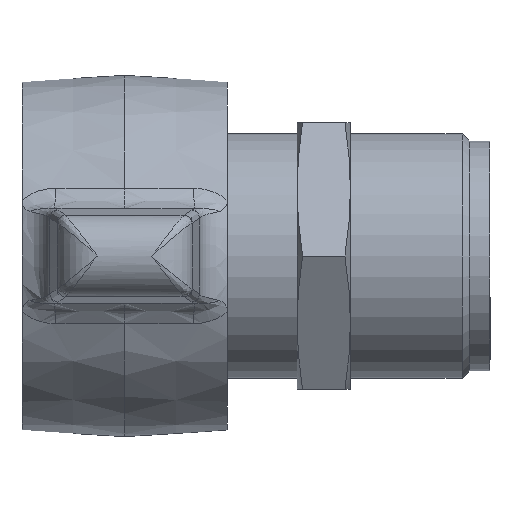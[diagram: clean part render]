
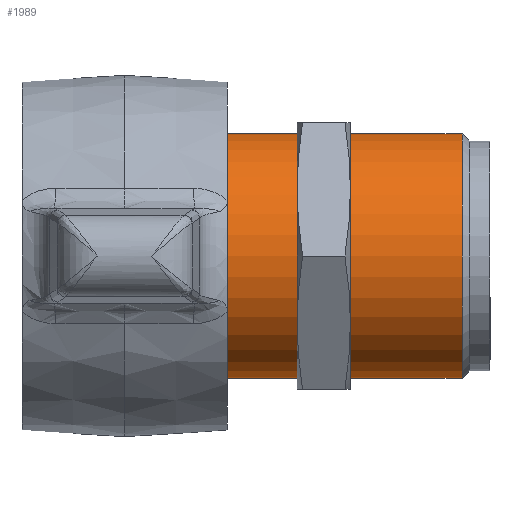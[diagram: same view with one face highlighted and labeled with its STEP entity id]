
A CAD part, front view. The second image highlights one B-rep face of the part: STEP entity #1989.
In plain terms, the highlighted cylindrical face has radius 29.807 mm (diameter 59.614 mm), a full revolution.
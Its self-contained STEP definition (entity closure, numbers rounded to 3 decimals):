
#266=CYLINDRICAL_SURFACE('',#2279,29.807);
#293=FACE_OUTER_BOUND('',#422,.T.);
#422=EDGE_LOOP('',(#1328,#1329,#1330,#1331,#1332,#1333));
#541=LINE('',#3031,#571);
#571=VECTOR('',#2585,29.807);
#601=CIRCLE('',#2225,29.807);
#602=CIRCLE('',#2226,29.807);
#639=CIRCLE('',#2277,29.807);
#640=CIRCLE('',#2278,29.807);
#738=VERTEX_POINT('',#2934);
#739=VERTEX_POINT('',#2935);
#771=VERTEX_POINT('',#3026);
#772=VERTEX_POINT('',#3027);
#926=EDGE_CURVE('',#738,#739,#601,.T.);
#927=EDGE_CURVE('',#739,#738,#602,.T.);
#971=EDGE_CURVE('',#771,#772,#639,.T.);
#972=EDGE_CURVE('',#772,#771,#640,.T.);
#973=EDGE_CURVE('',#738,#772,#541,.T.);
#1328=ORIENTED_EDGE('',*,*,#926,.T.);
#1329=ORIENTED_EDGE('',*,*,#927,.T.);
#1330=ORIENTED_EDGE('',*,*,#973,.T.);
#1331=ORIENTED_EDGE('',*,*,#972,.T.);
#1332=ORIENTED_EDGE('',*,*,#971,.T.);
#1333=ORIENTED_EDGE('',*,*,#973,.F.);
#1989=ADVANCED_FACE('',(#293),#266,.T.);
#2225=AXIS2_PLACEMENT_3D('',#2936,#2468,#2469);
#2226=AXIS2_PLACEMENT_3D('',#2937,#2470,#2471);
#2277=AXIS2_PLACEMENT_3D('',#3028,#2579,#2580);
#2278=AXIS2_PLACEMENT_3D('',#3029,#2581,#2582);
#2279=AXIS2_PLACEMENT_3D('',#3030,#2583,#2584);
#2468=DIRECTION('center_axis',(-1.,0.,0.));
#2469=DIRECTION('ref_axis',(0.,1.,0.));
#2470=DIRECTION('center_axis',(-1.,0.,0.));
#2471=DIRECTION('ref_axis',(0.,1.,0.));
#2579=DIRECTION('center_axis',(1.,0.,0.));
#2580=DIRECTION('ref_axis',(0.,1.,0.));
#2581=DIRECTION('center_axis',(1.,0.,0.));
#2582=DIRECTION('ref_axis',(0.,1.,0.));
#2583=DIRECTION('center_axis',(1.,0.,0.));
#2584=DIRECTION('ref_axis',(0.,1.,0.));
#2585=DIRECTION('',(-1.,0.,0.));
#2934=CARTESIAN_POINT('',(97.193,-29.807,0.));
#2935=CARTESIAN_POINT('',(97.193,0.,-29.807));
#2936=CARTESIAN_POINT('Origin',(97.193,0.,0.));
#2937=CARTESIAN_POINT('Origin',(97.193,0.,0.));
#3026=CARTESIAN_POINT('',(29.,29.807,0.));
#3027=CARTESIAN_POINT('',(29.,-29.807,0.));
#3028=CARTESIAN_POINT('Origin',(29.,0.,0.));
#3029=CARTESIAN_POINT('Origin',(29.,0.,0.));
#3030=CARTESIAN_POINT('Origin',(66.5,0.,0.));
#3031=CARTESIAN_POINT('',(66.5,-29.807,0.));
